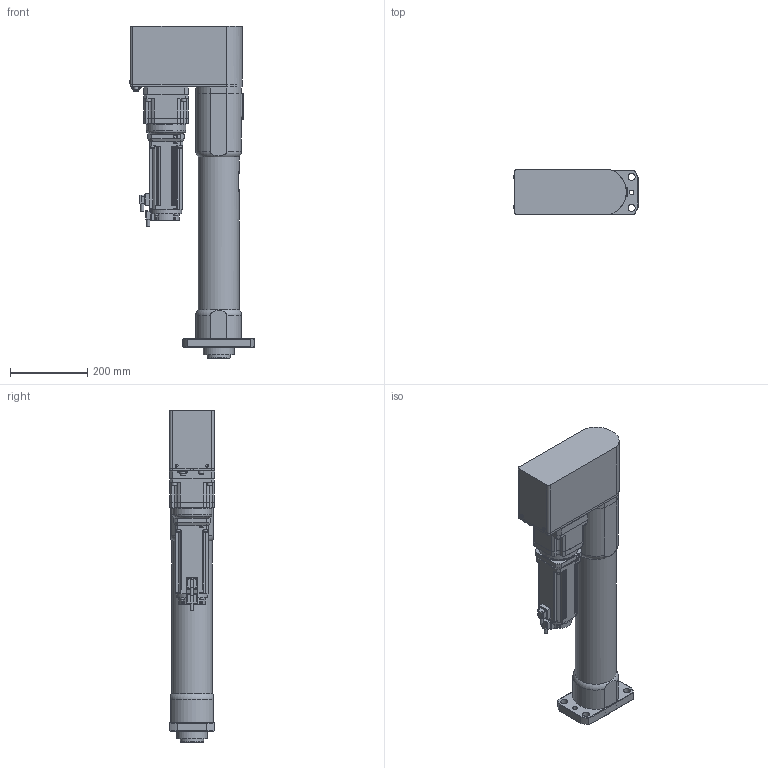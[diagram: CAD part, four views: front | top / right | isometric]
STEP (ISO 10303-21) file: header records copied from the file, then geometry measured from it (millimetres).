
FILE_DESCRIPTION(/* description */ (''),/* implementation_level */ '2;1');
FILE_NAME(/* name */ 'DPS-501R4H-30FB(DS-P022)_OUTLINE.stp',/* time_stamp */ '2016-07-27T09:03:26+09:00',/* author */ ('hirokisenga'),/* organization */ (''),/* preprocessor_version */ 'ST-DEVELOPER v16.5',/* originating_system */ 'Autodesk Inventor 2017',/* authorisation */ '');
FILE_SCHEMA (('AUTOMOTIVE_DESIGN { 1 0 10303 214 3 1 1 }'));
Length unit declared in the file: millimetre
Products named in the file (3): DPS-501R4H-30FB(DS-P022)_OUTLINE; DPS-501R4H-30FB(DS-P022)_OUTLINE_OUTLINE; DS-P022-02_OUTLINE
Assembly tree (2 placements, depth 2):
  DPS-501R4H-30FB(DS-P022)_OUTLINE
    DPS-501R4H-30FB(DS-P022)_OUTLINE_OUTLINE
    DS-P022-02_OUTLINE
Bounding box: 323 x 118 x 860 mm (x, y, z)
Volume: 14202844 mm3; surface area: 889937.7 mm2
Topology: 2 solids, 14 shells, 1438 faces, 3645 edges, 2307 vertices
Faces by surface type: plane 817, cylinder 394, cone 127, torus 87, bspline 8, sphere 5
Full cylindrical faces by diameter (mm): 2.459 x2, 4 x1, 4.134 x1, 6 x12, 6.6 x4, 6.647 x8, 7 x4, 7.5 x4, 8 x5, 8.5 x3, 8.8 x4, 9.5 x2, 10 x5, 10.6 x2, 12 x4, 12.7 x1, 13 x16, 14 x12, 18 x5, 35 x1, 60 x4, 61 x2, 64 x1, 65 x1, 68 x1, 80 x2, 102 x1, 106 x1
Entity records: 44098 total; most frequent: CARTESIAN_POINT 8870, DIRECTION 7149, ORIENTED_EDGE 6738, EDGE_CURVE 3377, AXIS2_PLACEMENT_3D 2655, VERTEX_POINT 2255, LINE 1839, VECTOR 1839
